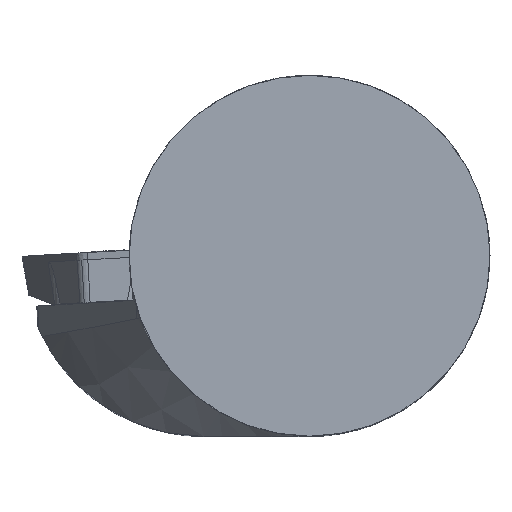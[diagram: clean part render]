
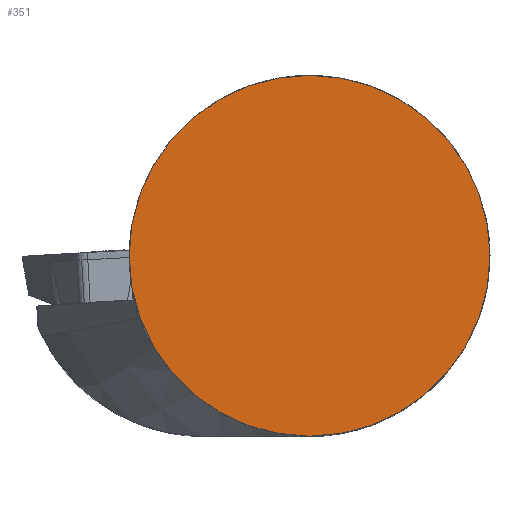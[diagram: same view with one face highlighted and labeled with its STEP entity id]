
A CAD part, top view. The second image highlights one B-rep face of the part: STEP entity #351.
In plain terms, the highlighted planar face has unit normal (0, 0, 1).
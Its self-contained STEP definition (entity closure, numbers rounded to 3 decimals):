
#165=PLANE('',#2216);
#252=FACE_OUTER_BOUND('',#512,.T.);
#351=ADVANCED_FACE('',(#252),#165,.T.);
#512=EDGE_LOOP('',(#1368));
#870=CIRCLE('',#2086,20.);
#1368=ORIENTED_EDGE('',*,*,#1721,.T.);
#1538=VERTEX_POINT('',#2982);
#1721=EDGE_CURVE('',#1538,#1538,#870,.T.);
#2086=AXIS2_PLACEMENT_3D('',#2981,#2308,#2309);
#2216=AXIS2_PLACEMENT_3D('',#3502,#2677,#2678);
#2308=DIRECTION('',(0.,0.,1.));
#2309=DIRECTION('',(1.,0.,0.));
#2677=DIRECTION('',(0.,0.,1.));
#2678=DIRECTION('',(1.,0.,0.));
#2981=CARTESIAN_POINT('',(0.,0.,0.));
#2982=CARTESIAN_POINT('',(20.,0.,0.));
#3502=CARTESIAN_POINT('',(0.,0.,0.));
